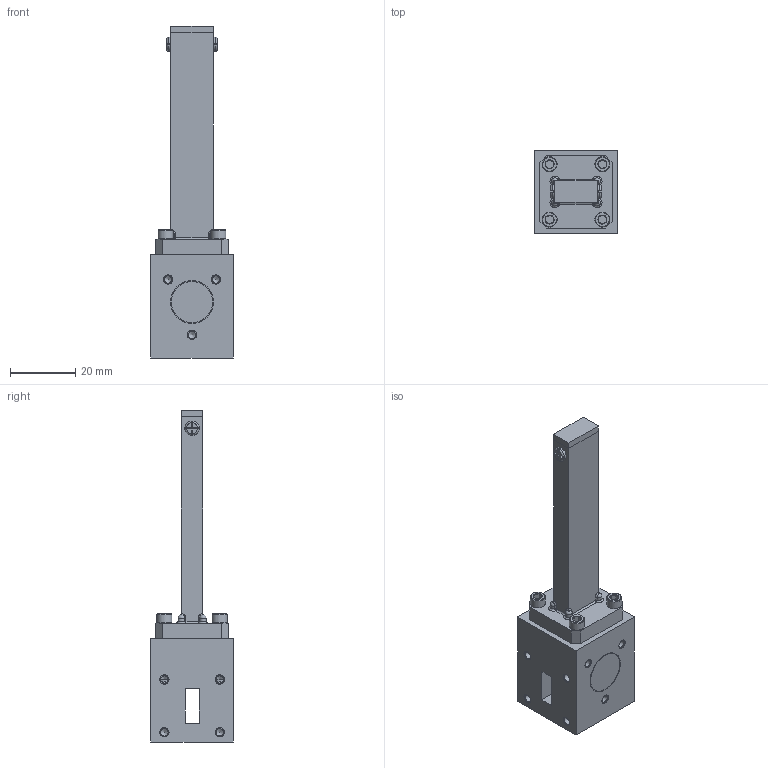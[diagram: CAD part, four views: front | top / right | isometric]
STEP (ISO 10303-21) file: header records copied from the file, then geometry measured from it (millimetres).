
FILE_DESCRIPTION (( 'STEP AP203' ), '1' );
FILE_NAME ('PEWIR1010_3D.STEP', '2020-06-18T17:22:26', ( '' ), ( '' ), 'SwSTEP 2.0', 'SolidWorks 2018', '' );
FILE_SCHEMA (( 'CONFIG_CONTROL_DESIGN' ));
Length unit declared in the file: inch
Products named in the file (4):  4-40 .375 Length (3-8)^PEWIR1010_92196A108; PEWCR1004; PE6811; PEWIR1010_3D
Assembly tree (6 placements, depth 2):
  PEWIR1010_3D
    PEWCR1004
    PE6811
     4-40 .375 Length (3-8)^PEWIR1010_92196A108  x4
Bounding box: 25.4 x 25.44 x 102.11 mm (x, y, z)
Volume: 23401.7 mm3; surface area: 14213.9 mm2
Topology: 14 solids, 14 shells, 1339 faces, 3429 edges, 2227 vertices
Faces by surface type: plane 739, bspline 338, cylinder 151, cone 75, torus 24, sphere 12
Full cylindrical faces by diameter (mm): 0.249 x1, 0.255 x1, 2.261 x15, 2.845 x15, 2.946 x4, 4.394 x2, 4.648 x4, 4.879 x3, 5.08 x3, 12.7 x2, 13.208 x2
Entity records: 56317 total; most frequent: CARTESIAN_POINT 27733, ORIENTED_EDGE 6272, DIRECTION 4691, EDGE_CURVE 3136, VERTEX_POINT 2095, LINE 2057, VECTOR 2057, EDGE_LOOP 1453
